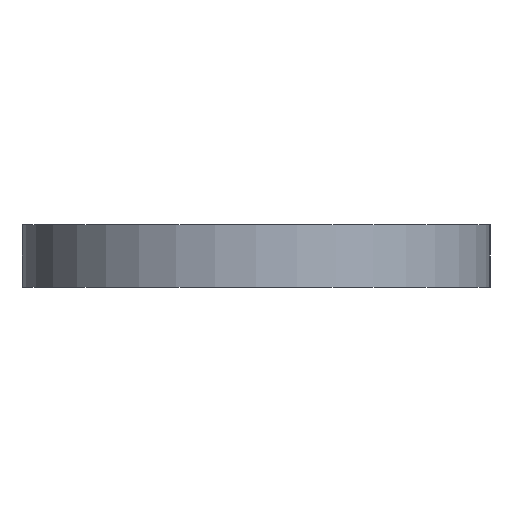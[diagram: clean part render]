
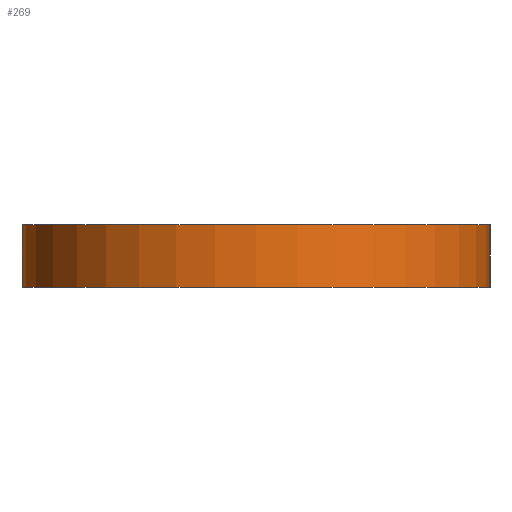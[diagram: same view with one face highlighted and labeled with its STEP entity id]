
A CAD part, left-side view. The second image highlights one B-rep face of the part: STEP entity #269.
In plain terms, the highlighted cylindrical face has radius 6 mm (diameter 12 mm), a partial arc.
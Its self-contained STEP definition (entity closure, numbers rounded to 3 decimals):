
#81 = EDGE_CURVE('',#82,#84,#86,.T.);
#82 = VERTEX_POINT('',#83);
#83 = CARTESIAN_POINT('',(100.,-84.,0.));
#84 = VERTEX_POINT('',#85);
#85 = CARTESIAN_POINT('',(100.,-84.,1.6));
#86 = LINE('',#87,#88);
#87 = CARTESIAN_POINT('',(100.,-84.,0.));
#88 = VECTOR('',#89,1.);
#89 = DIRECTION('',(0.,0.,1.));
#114 = VERTEX_POINT('',#115);
#115 = CARTESIAN_POINT('',(100.,-96.,1.6));
#121 = EDGE_CURVE('',#122,#114,#124,.T.);
#122 = VERTEX_POINT('',#123);
#123 = CARTESIAN_POINT('',(100.,-96.,0.));
#124 = LINE('',#125,#126);
#125 = CARTESIAN_POINT('',(100.,-96.,0.));
#126 = VECTOR('',#127,1.);
#127 = DIRECTION('',(0.,0.,1.));
#145 = EDGE_CURVE('',#122,#82,#146,.T.);
#146 = CIRCLE('',#147,6.);
#147 = AXIS2_PLACEMENT_3D('',#148,#149,#150);
#148 = CARTESIAN_POINT('',(100.,-90.,0.));
#149 = DIRECTION('',(0.,0.,-1.));
#150 = DIRECTION('',(0.,-1.,0.));
#210 = EDGE_CURVE('',#114,#84,#211,.T.);
#211 = CIRCLE('',#212,6.);
#212 = AXIS2_PLACEMENT_3D('',#213,#214,#215);
#213 = CARTESIAN_POINT('',(100.,-90.,1.6));
#214 = DIRECTION('',(0.,0.,-1.));
#215 = DIRECTION('',(0.,-1.,0.));
#269 = ADVANCED_FACE('',(#270),#276,.T.);
#270 = FACE_BOUND('',#271,.T.);
#271 = EDGE_LOOP('',(#272,#273,#274,#275));
#272 = ORIENTED_EDGE('',*,*,#121,.T.);
#273 = ORIENTED_EDGE('',*,*,#210,.T.);
#274 = ORIENTED_EDGE('',*,*,#81,.F.);
#275 = ORIENTED_EDGE('',*,*,#145,.F.);
#276 = CYLINDRICAL_SURFACE('',#277,6.);
#277 = AXIS2_PLACEMENT_3D('',#278,#279,#280);
#278 = CARTESIAN_POINT('',(100.,-90.,0.));
#279 = DIRECTION('',(0.,0.,-1.));
#280 = DIRECTION('',(0.,-1.,0.));
